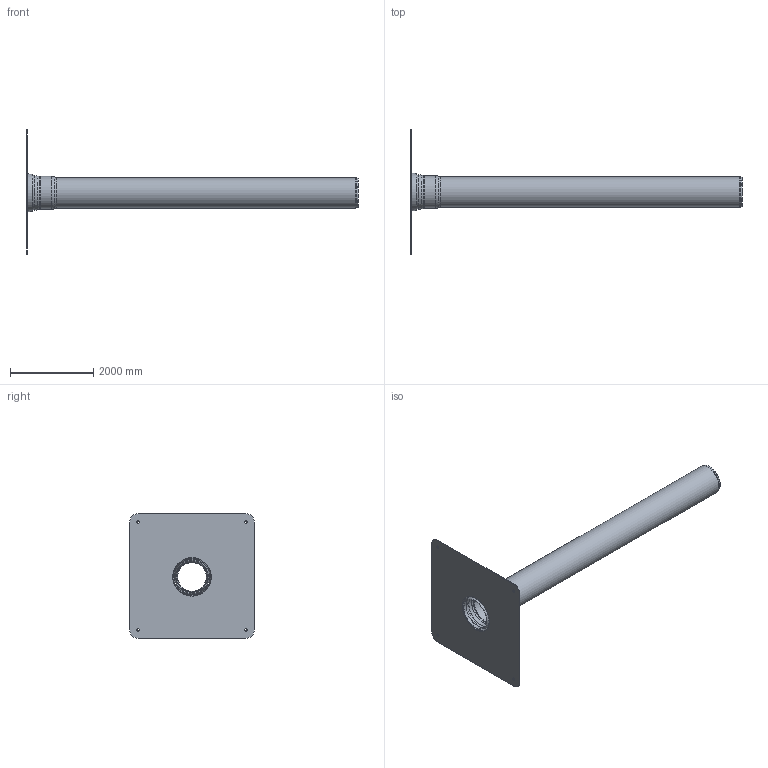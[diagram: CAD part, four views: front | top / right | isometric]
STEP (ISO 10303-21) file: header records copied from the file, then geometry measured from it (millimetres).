
FILE_DESCRIPTION(/* description */ (''),/* implementation_level */ '2;1');
FILE_NAME(/* name */ '15072.070X_3D.stp',/* time_stamp */ '2024-12-11T14:53:56+01:00',/* author */ ('CAD'),/* organization */ (''),/* preprocessor_version */ 'ST-DEVELOPER v20',/* originating_system */ 'AutoCAD Mechanical',/* authorisation */ '');
FILE_SCHEMA (('AUTOMOTIVE_DESIGN { 1 0 10303 214 3 1 1 }'));
Length unit declared in the file: centimetre
Products named in the file (1): Product
Bounding box: 8000 x 3000 x 3000 mm (x, y, z)
Volume: 305600512.5 mm3; surface area: 54091684.1 mm2
Topology: 3 solids, 3 shells, 45 faces, 117 edges, 76 vertices
Faces by surface type: cylinder 16, torus 10, plane 8, cone 7, bspline 4
Full cylindrical faces by diameter (mm): 60 x4, 706 x1, 730 x1, 768 x2, 792 x2, 818 x1, 842 x1
Entity records: 1586 total; most frequent: CARTESIAN_POINT 373, DIRECTION 279, ORIENTED_EDGE 234, AXIS2_PLACEMENT_3D 122, EDGE_CURVE 117, CIRCLE 80, VERTEX_POINT 76, EDGE_LOOP 57
